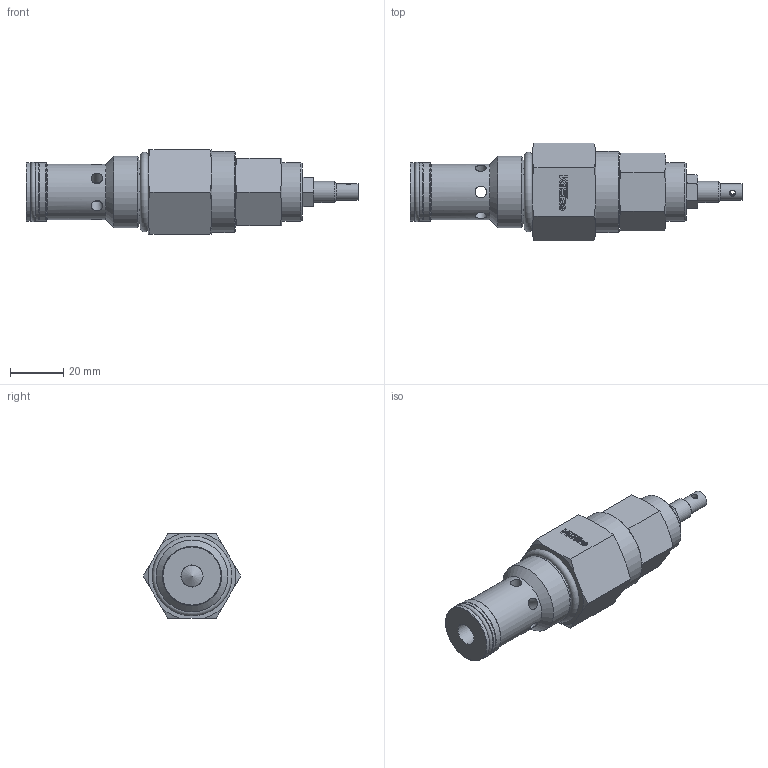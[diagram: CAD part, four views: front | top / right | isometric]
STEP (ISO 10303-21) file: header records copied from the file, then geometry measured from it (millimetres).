
FILE_DESCRIPTION((''),'2;1');
FILE_NAME('2812.stp','2015-01-26T16:33:51',('jml'),(''),'Autodesk Inventor 2010','Autodesk Inventor 2010','');
FILE_SCHEMA(('AUTOMOTIVE_DESIGN { 1 0 10303 214 1 1 1 1 }'));
Length unit declared in the file: inch
Products named in the file (10): 2612 (LevelofDetail1); 220805; 220834; 220835; 009 O-RING; 018 O-RING; 018 BACKUP; 910 O-RING; 912 O-RING; 990172
Assembly tree (9 placements, depth 2):
  2612 (LevelofDetail1)
    220805
    220834
    220835
    009 O-RING
    018 O-RING
    018 BACKUP
    910 O-RING
    912 O-RING
    990172
Bounding box: 124.92 x 36.66 x 31.75 mm (x, y, z)
Volume: 52173.2 mm3; surface area: 21567.3 mm2
Topology: 9 solids, 9 shells, 251 faces, 658 edges, 434 vertices
Faces by surface type: plane 129, cone 60, cylinder 44, bspline 13, torus 5
Full cylindrical faces by diameter (mm): 1.218 x1, 2.362 x2, 4.369 x6, 5.537 x1, 6.274 x1, 6.35 x1, 7.874 x1, 7.925 x1, 8.255 x2, 11.794 x1, 12.522 x1, 19.558 x1, 19.685 x2, 20.828 x1, 22.098 x3, 22.225 x2, 24.003 x1, 26.988 x1, 30.48 x1
Entity records: 8234 total; most frequent: CARTESIAN_POINT 2172, ORIENTED_EDGE 1160, DIRECTION 1129, EDGE_CURVE 580, AXIS2_PLACEMENT_3D 424, VERTEX_POINT 417, EDGE_LOOP 353, VECTOR 281
